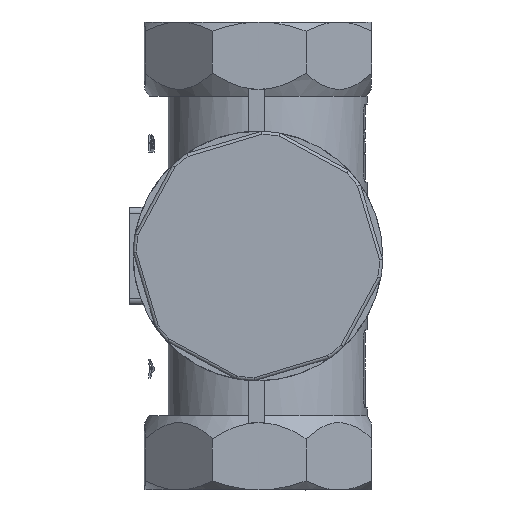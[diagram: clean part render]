
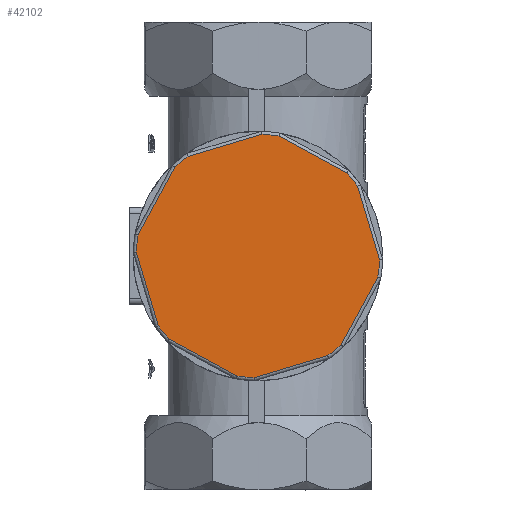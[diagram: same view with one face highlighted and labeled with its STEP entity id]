
A CAD part, left-side view. The second image highlights one B-rep face of the part: STEP entity #42102.
In plain terms, the highlighted planar face has unit normal (-1, 0, 0).
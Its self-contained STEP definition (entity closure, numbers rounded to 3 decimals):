
#41213=CARTESIAN_POINT('',(-51.652,-29.007,
116.39));
#41233=DIRECTION('',(0.,0.958,-0.285));
#41234=VECTOR('',#41233,19.726);
#41235=CARTESIAN_POINT('',(-51.652,-16.18,
96.248));
#41236=LINE('',#41235,#41234);
#41250=CARTESIAN_POINT('',(-51.652,7.133,
91.076));
#41291=CARTESIAN_POINT('',(-51.652,27.274,
103.903));
#41313=DIRECTION('',(0.,0.285,0.958));
#41314=VECTOR('',#41313,19.726);
#41315=CARTESIAN_POINT('',(-51.652,27.274,
103.903));
#41316=LINE('',#41315,#41314);
#41362=CARTESIAN_POINT('',(-51.652,0.714,
152.986));
#41371=DIRECTION('',(0.,-0.958,0.285));
#41372=VECTOR('',#41371,19.726);
#41373=CARTESIAN_POINT('',(-51.652,19.62,
147.357));
#41374=LINE('',#41373,#41372);
#41407=DIRECTION('',(0.,-0.285,-0.958));
#41408=VECTOR('',#41407,19.726);
#41409=CARTESIAN_POINT('',(-51.652,-23.835,
139.702));
#41410=LINE('',#41409,#41408);
#41418=CARTESIAN_POINT('',(-51.652,-23.835,
139.702));
#41431=CARTESIAN_POINT('',(-51.652,-29.464,
120.797));
#41438=DIRECTION('',(0.,0.879,0.476));
#41439=VECTOR('',#41438,19.726);
#41440=CARTESIAN_POINT('',(-51.652,-21.042,
143.141));
#41441=LINE('',#41440,#41439);
#41442=CARTESIAN_POINT('',(-51.652,1.72,
121.803));
#41443=DIRECTION('',(-1.,0.,0.));
#41444=DIRECTION('',(0.,-0.819,0.574));
#41445=AXIS2_PLACEMENT_3D('',#41442,#41443,#41444);
#41447=CARTESIAN_POINT('',(-51.652,1.72,
121.803));
#41448=DIRECTION('',(-1.,0.,0.));
#41449=DIRECTION('',(0.,-0.985,-0.173));
#41450=AXIS2_PLACEMENT_3D('',#41447,#41448,#41449);
#41452=DIRECTION('',(0.,-0.476,0.879));
#41453=VECTOR('',#41452,19.726);
#41454=CARTESIAN_POINT('',(-51.652,-19.619,
99.041));
#41455=LINE('',#41454,#41453);
#41456=CARTESIAN_POINT('',(-51.652,1.72,
121.803));
#41457=DIRECTION('',(-1.,0.,0.));
#41458=DIRECTION('',(0.,-0.574,-0.819));
#41459=AXIS2_PLACEMENT_3D('',#41456,#41457,#41458);
#41461=CARTESIAN_POINT('',(-51.652,1.72,
121.803));
#41462=DIRECTION('',(-1.,0.,0.));
#41463=DIRECTION('',(0.,0.173,-0.985));
#41464=AXIS2_PLACEMENT_3D('',#41461,#41462,#41463);
#41466=DIRECTION('',(0.,-0.879,-0.476));
#41467=VECTOR('',#41466,19.726);
#41468=CARTESIAN_POINT('',(-51.652,24.481,
100.464));
#41469=LINE('',#41468,#41467);
#41470=CARTESIAN_POINT('',(-51.652,1.72,
121.803));
#41471=DIRECTION('',(-1.,0.,0.));
#41472=DIRECTION('',(0.,0.819,-0.574));
#41473=AXIS2_PLACEMENT_3D('',#41470,#41471,#41472);
#41475=CARTESIAN_POINT('',(-51.652,1.72,
121.803));
#41476=DIRECTION('',(-1.,0.,0.));
#41477=DIRECTION('',(0.,0.985,0.173));
#41478=AXIS2_PLACEMENT_3D('',#41475,#41476,#41477);
#41480=DIRECTION('',(0.,0.476,-0.879));
#41481=VECTOR('',#41480,19.726);
#41482=CARTESIAN_POINT('',(-51.652,23.059,
144.564));
#41483=LINE('',#41482,#41481);
#41484=CARTESIAN_POINT('',(-51.652,1.72,
121.803));
#41485=DIRECTION('',(-1.,0.,0.));
#41486=DIRECTION('',(0.,0.574,0.819));
#41487=AXIS2_PLACEMENT_3D('',#41484,#41485,#41486);
#41489=CARTESIAN_POINT('',(-51.652,1.72,
121.803));
#41490=DIRECTION('',(-1.,0.,0.));
#41491=DIRECTION('',(0.,-0.173,0.985));
#41492=AXIS2_PLACEMENT_3D('',#41489,#41490,#41491);
#41512=CARTESIAN_POINT('',(-51.652,32.447,
127.215));
#41513=CARTESIAN_POINT('',(-51.652,32.904,
122.809));
#41514=VERTEX_POINT('',#41512);
#41515=VERTEX_POINT('',#41513);
#41524=VERTEX_POINT('',#41362);
#41532=CARTESIAN_POINT('',(-51.652,-21.042,
143.141));
#41533=CARTESIAN_POINT('',(-51.652,-3.693,
152.529));
#41534=VERTEX_POINT('',#41532);
#41535=VERTEX_POINT('',#41533);
#41538=VERTEX_POINT('',#41418);
#41539=CARTESIAN_POINT('',(-51.652,19.62,
147.357));
#41540=VERTEX_POINT('',#41539);
#41545=CARTESIAN_POINT('',(-51.652,23.059,
144.564));
#41546=VERTEX_POINT('',#41545);
#41549=VERTEX_POINT('',#41213);
#41554=CARTESIAN_POINT('',(-51.652,-16.18,
96.248));
#41555=CARTESIAN_POINT('',(-51.652,-19.619,
99.041));
#41556=VERTEX_POINT('',#41554);
#41557=VERTEX_POINT('',#41555);
#41558=CARTESIAN_POINT('',(-51.652,2.726,
90.619));
#41559=VERTEX_POINT('',#41558);
#41564=VERTEX_POINT('',#41291);
#41565=VERTEX_POINT('',#41431);
#41570=VERTEX_POINT('',#41250);
#41581=CARTESIAN_POINT('',(-51.652,24.481,
100.464));
#41582=VERTEX_POINT('',#41581);
#42079=CARTESIAN_POINT('',(-51.652,39.531,
142.263));
#42080=DIRECTION('',(-1.,0.,0.));
#42081=DIRECTION('',(0.,0.285,0.958));
#42082=AXIS2_PLACEMENT_3D('',#42079,#42080,#42081);
#42083=PLANE('',#42082);
#42084=ORIENTED_EDGE('',*,*,#42031,.F.);
#42085=ORIENTED_EDGE('',*,*,#42045,.F.);
#42086=ORIENTED_EDGE('',*,*,#42059,.T.);
#42087=ORIENTED_EDGE('',*,*,#42072,.F.);
#42088=ORIENTED_EDGE('',*,*,#41862,.F.);
#42089=ORIENTED_EDGE('',*,*,#41877,.F.);
#42090=ORIENTED_EDGE('',*,*,#41891,.T.);
#42091=ORIENTED_EDGE('',*,*,#41905,.F.);
#42092=ORIENTED_EDGE('',*,*,#41921,.F.);
#42093=ORIENTED_EDGE('',*,*,#41935,.F.);
#42094=ORIENTED_EDGE('',*,*,#41949,.T.);
#42095=ORIENTED_EDGE('',*,*,#41963,.F.);
#42096=ORIENTED_EDGE('',*,*,#41977,.F.);
#42097=ORIENTED_EDGE('',*,*,#41991,.F.);
#42098=ORIENTED_EDGE('',*,*,#42005,.T.);
#42099=ORIENTED_EDGE('',*,*,#42017,.F.);
#42100=EDGE_LOOP('',(#42084,#42085,#42086,#42087,#42088,#42089,#42090,#42091,
#42092,#42093,#42094,#42095,#42096,#42097,#42098,#42099));
#42101=FACE_OUTER_BOUND('',#42100,.F.);
#42102=ADVANCED_FACE('',(#42101),#42083,.T.);
#41446=CIRCLE('',#41445,31.2);
#41451=CIRCLE('',#41450,31.2);
#41460=CIRCLE('',#41459,31.2);
#41465=CIRCLE('',#41464,31.2);
#41474=CIRCLE('',#41473,31.2);
#41479=CIRCLE('',#41478,31.2);
#41488=CIRCLE('',#41487,31.2);
#41493=CIRCLE('',#41492,31.2);
#41862=EDGE_CURVE('',#41557,#41549,#41455,.T.);
#41877=EDGE_CURVE('',#41556,#41557,#41460,.T.);
#41891=EDGE_CURVE('',#41556,#41559,#41236,.T.);
#41905=EDGE_CURVE('',#41570,#41559,#41465,.T.);
#41921=EDGE_CURVE('',#41582,#41570,#41469,.T.);
#41935=EDGE_CURVE('',#41564,#41582,#41474,.T.);
#41949=EDGE_CURVE('',#41564,#41515,#41316,.T.);
#41963=EDGE_CURVE('',#41514,#41515,#41479,.T.);
#41977=EDGE_CURVE('',#41546,#41514,#41483,.T.);
#41991=EDGE_CURVE('',#41540,#41546,#41488,.T.);
#42005=EDGE_CURVE('',#41540,#41524,#41374,.T.);
#42017=EDGE_CURVE('',#41535,#41524,#41493,.T.);
#42031=EDGE_CURVE('',#41534,#41535,#41441,.T.);
#42045=EDGE_CURVE('',#41538,#41534,#41446,.T.);
#42059=EDGE_CURVE('',#41538,#41565,#41410,.T.);
#42072=EDGE_CURVE('',#41549,#41565,#41451,.T.);
